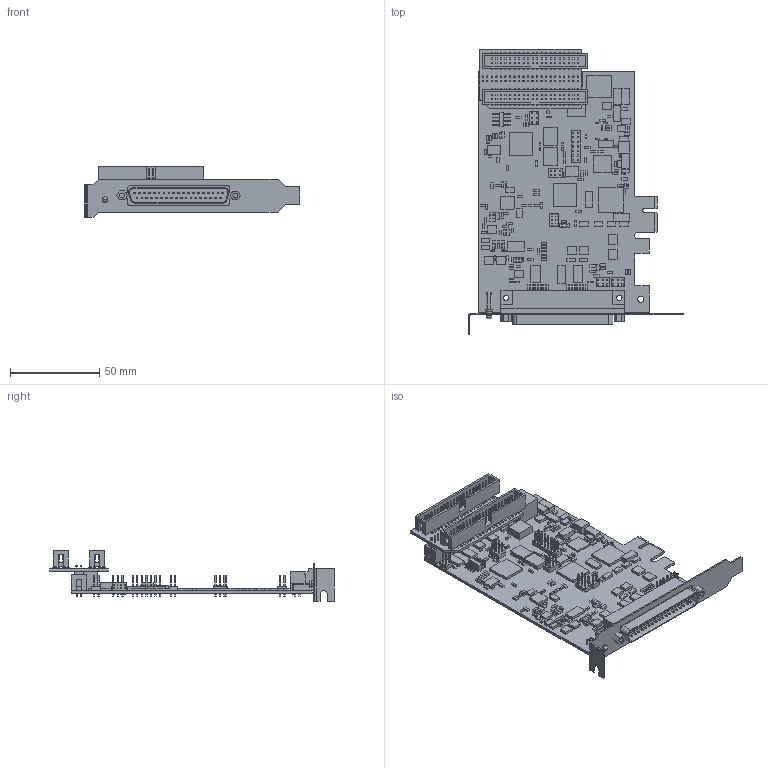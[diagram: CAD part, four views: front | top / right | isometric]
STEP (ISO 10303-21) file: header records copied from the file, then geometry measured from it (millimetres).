
FILE_DESCRIPTION (( 'STEP AP203' ), '1' );
FILE_NAME ('L-502+PBD2BH.STEP', '2021-08-26T09:18:26', ( '' ), ( '' ), 'SwSTEP 2.0', 'SolidWorks 2019', '' );
FILE_SCHEMA (( 'CONFIG_CONTROL_DESIGN' ));
Length unit declared in the file: millimetre
Products named in the file (17): DRB-F.stp; _LD.stp; ~~~_LD.stp; ~_LD.stp; _________ .stp; PBD44.stp; ~~_LD.stp; PLD2R.stp; BHS.stp; _________.stp; L-502+PBD2BH.stp; 3D-______ L-502+PBD2BH.stp; L-502+PBD2BH; B_.stp; 3D-______ __________ PBD2BH.stp; _____ _______.stp; _____.stp
Assembly tree (20 placements, depth 4):
  3D-______ L-502+PBD2BH.stp
  L-502+PBD2BH
    L-502+PBD2BH.stp
      3D-______ __________ PBD2BH.stp
        _____ _______.stp
        PBD44.stp
        BHS.stp  x2
      _____.stp
      DRB-F.stp
      _________ .stp
      _________.stp
      B_.stp
      _LD.stp
      ~_LD.stp  x5
      ~~_LD.stp
      ~~~_LD.stp
      PLD2R.stp
Bounding box: 121 x 159.82 x 28.5 mm (x, y, z)
Volume: 50054.9 mm3; surface area: 60116.5 mm2
Topology: 18 solids, 26 shells, 3954 faces, 9536 edges, 6350 vertices
Faces by surface type: plane 3647, cylinder 301, torus 4, sphere 2
Entity records: 93166 total; most frequent: CARTESIAN_POINT 15969, ORIENTED_EDGE 15316, DIRECTION 14644, EDGE_CURVE 7658, VECTOR 7092, LINE 7092, VERTEX_POINT 5101, EDGE_LOOP 3827
